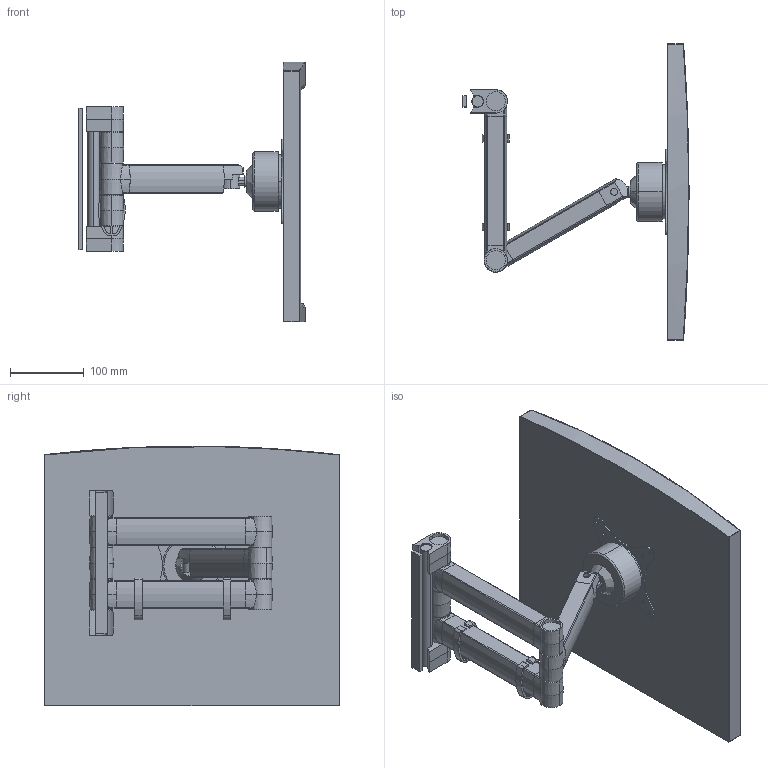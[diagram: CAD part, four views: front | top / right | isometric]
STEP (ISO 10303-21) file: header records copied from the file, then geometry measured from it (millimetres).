
FILE_DESCRIPTION (( 'STEP AP214' ), '1' );
FILE_NAME ('6920506', '2019-01-31T12:08:18', ( '' ), ('JUGARD+KÜNSTNER GmbH'), 'SwSTEP 2.0', 'SolidWorks 2017', '' );
FILE_SCHEMA (( 'AUTOMOTIVE_DESIGN' ));
Length unit declared in the file: millimetre
Products named in the file (25): Kopie von 809-0092_Armgelenk_zweiteilig_TSS_6^Kopie von Doppelausleger_TSS-Faltarm III; Kopie von TFT 21 Zoll^TSS-Faltarm III; Kopie von 6920506^Kopie von Haltering_TSS-Faltarm III; Kopie von Imported_2^Kopie von Doppelausleger_TSS-Faltarm III; Kopie von Imported_3^Kopie von Doppelausleger_TSS-Faltarm III; Kopie von 809-0092_Armgelenk_zweiteilig_TSS_7^Kopie von Doppelausleger_TSS-Faltarm III; 6920506_CNAJF00; Kopie von 809-0092_Armgelenk_zweiteilig_TSS_5^Kopie von Doppelausleger_TSS-Faltarm III; Kopie von 809-0092_Armgelenk_zweiteilig_TSS_2^Kopie von Doppelausleger_TSS-Faltarm III; Kopie von 809-0213_Kugelscheibe_klein_DM25_5_1^Kopie von Haltering_TSS-Faltarm III; Kopie von Doppelausleger^TSS-Faltarm III; Kopie von Imported_4^Kopie von Ausleger_TSS-Faltarm III; Kopie von Haltering^TSS-Faltarm III; Kopie von 809-0454_Kopfgelenk_Adapter_30x38_TSS_1^Kopie von Ausleger_TSS-Faltarm III; Kopie von 809-0092_Armgelenk_zweiteilig_TSS_3^Kopie von Doppelausleger_TSS-Faltarm III; Kopie von 809-0093_Distanzstueck_Dm_32x42_TSS_1^Kopie von Halterung_TSS-Faltarm III; Kopie von 809-0092_Armgelenk_zweiteilig_TSS_4^Kopie von Doppelausleger_TSS-Faltarm III; Kopie von Halterung^TSS-Faltarm III; Kopie von 820-3524_Nutenstein_15x5x192_TSS_1^Kopie von Halterung_TSS-Faltarm III; Kopie von Imported^Kopie von Halterung_TSS-Faltarm III; Kopie von Ausleger^TSS-Faltarm III; Kopie von 809-0092_Armgelenk_zweiteilig_TSS_1^Kopie von Doppelausleger_TSS-Faltarm III; Kopie von 439-0139_Profil_A-2-l-147_TSS_1^Kopie von Ausleger_TSS-Faltarm III; Kopie von 809-0092_Armgelenk_zweiteilig_TSS_8^Kopie von Doppelausleger_TSS-Faltarm III; Kopie von 819-0023_Bolzen_Dm16x192_Nut_TSS_1^Kopie von Halterung_TSS-Faltarm III
Assembly tree (28 placements, depth 3):
  6920506_CNAJF00
    Kopie von Haltering^TSS-Faltarm III
      Kopie von 6920506^Kopie von Haltering_TSS-Faltarm III
      Kopie von 809-0213_Kugelscheibe_klein_DM25_5_1^Kopie von Haltering_TSS-Faltarm III
    Kopie von Halterung^TSS-Faltarm III
      Kopie von 809-0093_Distanzstueck_Dm_32x42_TSS_1^Kopie von Halterung_TSS-Faltarm III
      Kopie von Imported^Kopie von Halterung_TSS-Faltarm III  x2
      Kopie von 819-0023_Bolzen_Dm16x192_Nut_TSS_1^Kopie von Halterung_TSS-Faltarm III
      Kopie von 820-3524_Nutenstein_15x5x192_TSS_1^Kopie von Halterung_TSS-Faltarm III
    Kopie von Doppelausleger^TSS-Faltarm III
      Kopie von Imported_2^Kopie von Doppelausleger_TSS-Faltarm III  x2
      Kopie von 809-0092_Armgelenk_zweiteilig_TSS_8^Kopie von Doppelausleger_TSS-Faltarm III
      Kopie von 809-0092_Armgelenk_zweiteilig_TSS_7^Kopie von Doppelausleger_TSS-Faltarm III
      Kopie von Imported_3^Kopie von Doppelausleger_TSS-Faltarm III  x2
      Kopie von 809-0092_Armgelenk_zweiteilig_TSS_6^Kopie von Doppelausleger_TSS-Faltarm III
      Kopie von 809-0092_Armgelenk_zweiteilig_TSS_5^Kopie von Doppelausleger_TSS-Faltarm III
      Kopie von 809-0092_Armgelenk_zweiteilig_TSS_4^Kopie von Doppelausleger_TSS-Faltarm III
      Kopie von 809-0092_Armgelenk_zweiteilig_TSS_3^Kopie von Doppelausleger_TSS-Faltarm III
      Kopie von 809-0092_Armgelenk_zweiteilig_TSS_1^Kopie von Doppelausleger_TSS-Faltarm III
      Kopie von 809-0092_Armgelenk_zweiteilig_TSS_2^Kopie von Doppelausleger_TSS-Faltarm III
    Kopie von Ausleger^TSS-Faltarm III
      Kopie von Imported_4^Kopie von Ausleger_TSS-Faltarm III  x2
      Kopie von 809-0454_Kopfgelenk_Adapter_30x38_TSS_1^Kopie von Ausleger_TSS-Faltarm III
      Kopie von 439-0139_Profil_A-2-l-147_TSS_1^Kopie von Ausleger_TSS-Faltarm III
    Kopie von TFT 21 Zoll^TSS-Faltarm III
Bounding box: 305.93 x 400 x 351.73 mm (x, y, z)
Volume: 3078624.9 mm3; surface area: 533330.6 mm2
Topology: 24 solids, 24 shells, 409 faces, 999 edges, 639 vertices
Faces by surface type: cylinder 195, plane 150, bspline 32, cone 32
Entity records: 12358 total; most frequent: CARTESIAN_POINT 3384, DIRECTION 1786, ORIENTED_EDGE 1614, EDGE_CURVE 807, AXIS2_PLACEMENT_3D 718, VERTEX_POINT 523, CIRCLE 375, EDGE_LOOP 372
